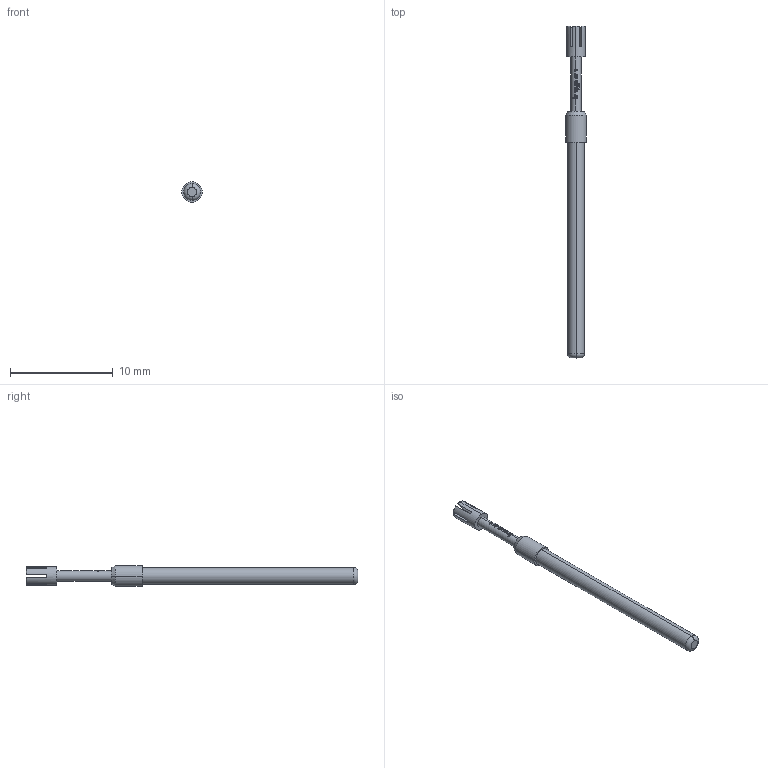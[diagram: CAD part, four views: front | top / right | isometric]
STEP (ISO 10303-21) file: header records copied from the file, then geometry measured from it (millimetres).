
FILE_DESCRIPTION (( 'STEP AP203' ), '1' );
FILE_NAME ('INGUN_GKS-112_319_180_X_xx03_0.STEP', '2017-06-06T07:44:53', ( '' ), ( '' ), 'SwSTEP 2.0', 'SolidWorks 2016', '' );
FILE_SCHEMA (( 'CONFIG_CONTROL_DESIGN' ));
Length unit declared in the file: millimetre
Products named in the file (2): INGUN_GKS-112_319_180_X_xx03_0
Bounding box: 2 x 32.3 x 2 mm (x, y, z)
Volume: 63.1 mm3; surface area: 180.6 mm2
Topology: 1 solids, 1 shells, 124 faces, 348 edges, 230 vertices
Faces by surface type: plane 57, cylinder 27, bspline 22, cone 16, torus 2
Entity records: 4487 total; most frequent: CARTESIAN_POINT 1300, ORIENTED_EDGE 696, DIRECTION 564, EDGE_CURVE 348, VERTEX_POINT 230, AXIS2_PLACEMENT_3D 222, EDGE_LOOP 128, FACE_OUTER_BOUND 124
